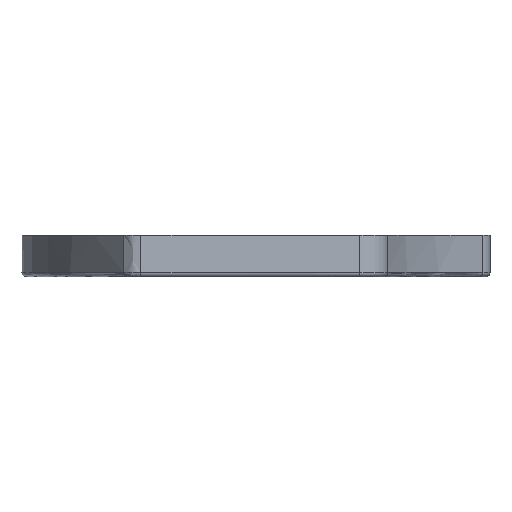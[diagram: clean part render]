
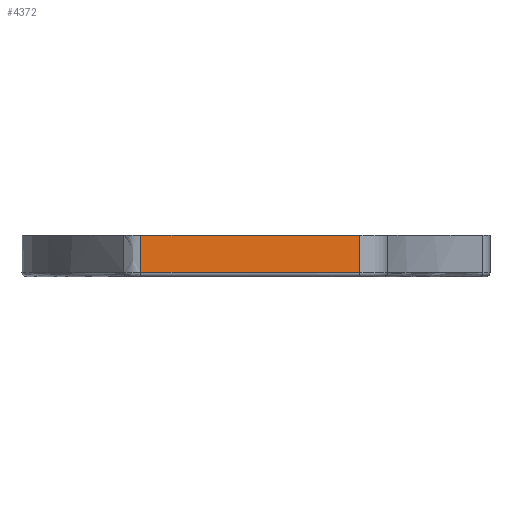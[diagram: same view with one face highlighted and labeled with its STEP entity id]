
A CAD part, left-side view. The second image highlights one B-rep face of the part: STEP entity #4372.
In plain terms, the highlighted planar face has unit normal (-0.99, -0.139, 0).
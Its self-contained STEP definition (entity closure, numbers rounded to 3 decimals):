
#34=B_SPLINE_CURVE_WITH_KNOTS('',3,(#6237,#6238,#6239,#6240),
 .UNSPECIFIED.,.F.,.F.,(4,4),(-0.9,0.),.UNSPECIFIED.);
#231=PLANE('',#4642);
#411=LINE('',#6118,#977);
#439=LINE('',#6657,#1005);
#797=LINE('',#7399,#1363);
#977=VECTOR('',#4855,10.);
#1005=VECTOR('',#4957,10.);
#1363=VECTOR('',#5715,10.);
#1602=FACE_OUTER_BOUND('',#1829,.T.);
#1829=EDGE_LOOP('',(#3970,#3971,#3972,#3973));
#2059=VERTEX_POINT('',#6109);
#2060=VERTEX_POINT('',#6117);
#2077=VERTEX_POINT('',#6206);
#2099=VERTEX_POINT('',#6644);
#2473=EDGE_CURVE('',#2059,#2060,#411,.T.);
#2497=EDGE_CURVE('',#2077,#2059,#34,.T.);
#2536=EDGE_CURVE('',#2099,#2077,#439,.T.);
#2904=EDGE_CURVE('',#2060,#2099,#797,.T.);
#3970=ORIENTED_EDGE('',*,*,#2497,.F.);
#3971=ORIENTED_EDGE('',*,*,#2536,.F.);
#3972=ORIENTED_EDGE('',*,*,#2904,.F.);
#3973=ORIENTED_EDGE('',*,*,#2473,.F.);
#4372=ADVANCED_FACE('',(#1602),#231,.T.);
#4642=AXIS2_PLACEMENT_3D('',#7398,#5713,#5714);
#4855=DIRECTION('',(0.139,-0.99,0.));
#4957=DIRECTION('',(-0.139,0.99,0.));
#5713=DIRECTION('center_axis',(-0.99,-0.139,0.));
#5714=DIRECTION('ref_axis',(-0.139,0.99,0.));
#5715=DIRECTION('',(0.,0.,-1.));
#6109=CARTESIAN_POINT('',(59.352,-76.619,5.));
#6117=CARTESIAN_POINT('',(66.719,-129.04,5.));
#6118=CARTESIAN_POINT('',(59.512,-77.763,5.));
#6206=CARTESIAN_POINT('',(59.352,-76.619,-4.));
#6237=CARTESIAN_POINT('Ctrl Pts',(59.352,-76.619,-4.));
#6238=CARTESIAN_POINT('Ctrl Pts',(59.352,-76.619,-1.));
#6239=CARTESIAN_POINT('Ctrl Pts',(59.352,-76.619,2.));
#6240=CARTESIAN_POINT('Ctrl Pts',(59.352,-76.619,5.));
#6644=CARTESIAN_POINT('',(66.719,-129.04,-4.));
#6657=CARTESIAN_POINT('',(65.701,-121.798,-4.));
#7398=CARTESIAN_POINT('Origin',(66.719,-129.04,-3.));
#7399=CARTESIAN_POINT('',(66.719,-129.04,-3.));
